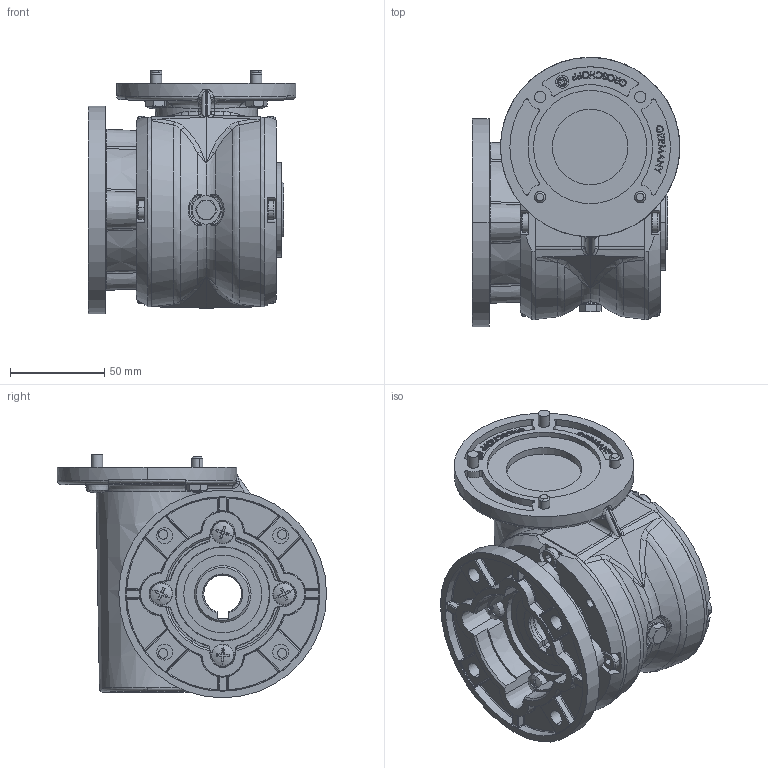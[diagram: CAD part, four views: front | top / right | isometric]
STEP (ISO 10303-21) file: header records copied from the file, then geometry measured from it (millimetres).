
FILE_DESCRIPTION (( 'STEP AP203' ), '1' );
FILE_NAME ('VE40-D1-H mit Flansch links-+-2521024000-+-2513455-9851_a_Bl.3v.4.STEP', '2018-03-28T11:36:26', ( '' ), ( '' ), 'SwSTEP 2.0', 'SolidWorks 2017', '' );
FILE_SCHEMA (( 'CONFIG_CONTROL_DESIGN' ));
Products named in the file (1): VE40-D1-H mit Flansch links-+-2521024000-+-2513455-9851_a_Bl.3v.4
Bounding box: 110 x 142.5 x 129 mm (x, y, z)
Volume: 794592.5 mm3; surface area: 110474.1 mm2
Topology: 2 solids, 2 shells, 1285 faces, 3148 edges, 1944 vertices
Faces by surface type: plane 512, bspline 236, cylinder 207, cone 191, torus 87, sphere 52
Entity records: 48274 total; most frequent: CARTESIAN_POINT 19566, ORIENTED_EDGE 6256, DIRECTION 5574, EDGE_CURVE 3128, AXIS2_PLACEMENT_3D 2113, VERTEX_POINT 1944, EDGE_LOOP 1398, LINE 1348
